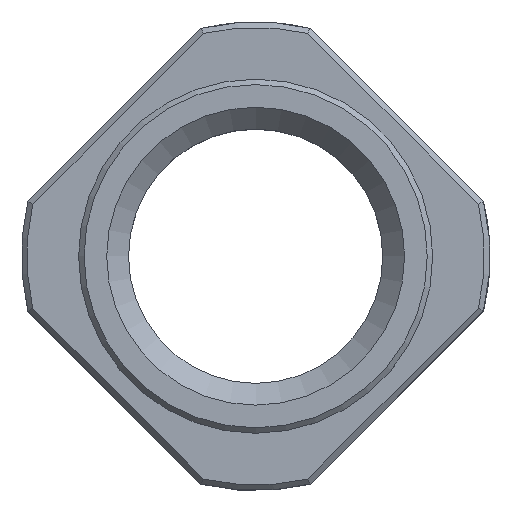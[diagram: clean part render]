
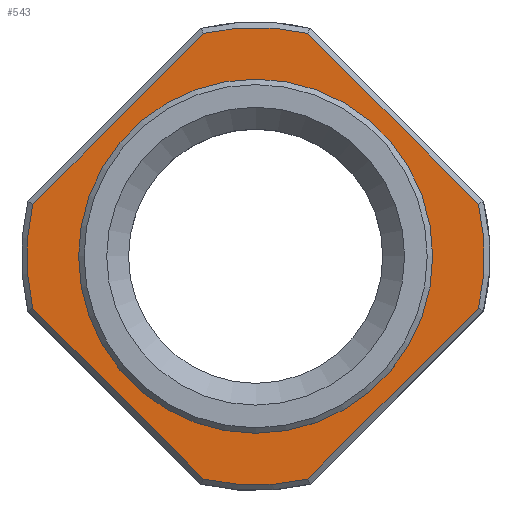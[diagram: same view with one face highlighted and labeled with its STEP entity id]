
A CAD part, top view. The second image highlights one B-rep face of the part: STEP entity #543.
In plain terms, the highlighted planar face has unit normal (0, 0, 1).
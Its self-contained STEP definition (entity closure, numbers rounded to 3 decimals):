
#17 = EDGE_CURVE ( 'NONE', #1415, #1415, #285, .T. ) ;
#19 = EDGE_CURVE ( 'NONE', #468, #475, #280, .T. ) ;
#20 = EDGE_CURVE ( 'NONE', #475, #469, #289, .T. ) ;
#21 = EDGE_CURVE ( 'NONE', #477, #468, #290, .T. ) ;
#22 = EDGE_CURVE ( 'NONE', #461, #466, #292, .T. ) ;
#23 = EDGE_CURVE ( 'NONE', #466, #477, #291, .T. ) ;
#24 = EDGE_CURVE ( 'NONE', #460, #461, #288, .T. ) ;
#25 = EDGE_CURVE ( 'NONE', #467, #460, #297, .T. ) ;
#26 = EDGE_CURVE ( 'NONE', #469, #467, #296, .T. ) ;
#144 = VECTOR ( 'NONE', #525, 1000. ) ;
#150 = ORIENTED_EDGE ( 'NONE', *, *, #21, .F. ) ;
#151 = ORIENTED_EDGE ( 'NONE', *, *, #19, .F. ) ;
#152 = ORIENTED_EDGE ( 'NONE', *, *, #20, .F. ) ;
#153 = ORIENTED_EDGE ( 'NONE', *, *, #17, .F. ) ;
#156 = ORIENTED_EDGE ( 'NONE', *, *, #23, .F. ) ;
#157 = ORIENTED_EDGE ( 'NONE', *, *, #22, .F. ) ;
#158 = ORIENTED_EDGE ( 'NONE', *, *, #24, .F. ) ;
#159 = ORIENTED_EDGE ( 'NONE', *, *, #25, .F. ) ;
#160 = ORIENTED_EDGE ( 'NONE', *, *, #26, .F. ) ;
#220 = EDGE_LOOP ( 'NONE', ( #152, #151, #150, #156, #157, #158, #159, #160 ) ) ;
#228 = EDGE_LOOP ( 'NONE', ( #153 ) ) ;
#280 = LINE ( 'NONE', #514, #286 ) ;
#285 = CIRCLE ( 'NONE', #583, 9.75 ) ;
#286 = VECTOR ( 'NONE', #515, 1000. ) ;
#288 = LINE ( 'NONE', #524, #293 ) ;
#289 = CIRCLE ( 'NONE', #585, 12.6 ) ;
#290 = CIRCLE ( 'NONE', #580, 12.6 ) ;
#291 = LINE ( 'NONE', #513, #144 ) ;
#292 = CIRCLE ( 'NONE', #582, 12.6 ) ;
#293 = VECTOR ( 'NONE', #527, 1000. ) ;
#294 = VECTOR ( 'NONE', #533, 1000. ) ;
#296 = LINE ( 'NONE', #526, #294 ) ;
#297 = CIRCLE ( 'NONE', #588, 12.6 ) ;
#355 = FACE_BOUND ( 'NONE', #228, .T. ) ;
#357 = FACE_OUTER_BOUND ( 'NONE', #220, .T. ) ;
#460 = VERTEX_POINT ( 'NONE', #1086 ) ;
#461 = VERTEX_POINT ( 'NONE', #1087 ) ;
#466 = VERTEX_POINT ( 'NONE', #1092 ) ;
#467 = VERTEX_POINT ( 'NONE', #1093 ) ;
#468 = VERTEX_POINT ( 'NONE', #1094 ) ;
#469 = VERTEX_POINT ( 'NONE', #1095 ) ;
#475 = VERTEX_POINT ( 'NONE', #1101 ) ;
#477 = VERTEX_POINT ( 'NONE', #1103 ) ;
#502 = CARTESIAN_POINT ( 'NONE',  ( 0., 0., 7. ) ) ;
#508 = CARTESIAN_POINT ( 'NONE',  ( 0., 0., 7. ) ) ;
#509 = DIRECTION ( 'NONE',  ( 0., 0., 1. ) ) ;
#510 = DIRECTION ( 'NONE',  ( 0., -1., 0. ) ) ;
#513 = CARTESIAN_POINT ( 'NONE',  ( 2.861, 12.271, 7. ) ) ;
#514 = CARTESIAN_POINT ( 'NONE',  ( 12.271, -2.861, 7. ) ) ;
#515 = DIRECTION ( 'NONE',  ( -0.707, -0.707, 0. ) ) ;
#516 = DIRECTION ( 'NONE',  ( 0., 0., -1. ) ) ;
#517 = DIRECTION ( 'NONE',  ( 0., 1., 0. ) ) ;
#518 = CARTESIAN_POINT ( 'NONE',  ( 0., 0., 7. ) ) ;
#519 = DIRECTION ( 'NONE',  ( 0., 0., -1. ) ) ;
#520 = DIRECTION ( 'NONE',  ( 0., 1., 0. ) ) ;
#521 = CARTESIAN_POINT ( 'NONE',  ( 0., 0., 7. ) ) ;
#522 = DIRECTION ( 'NONE',  ( 0., 0., -1. ) ) ;
#523 = DIRECTION ( 'NONE',  ( 0., 1., 0. ) ) ;
#524 = CARTESIAN_POINT ( 'NONE',  ( -12.271, 2.861, 7. ) ) ;
#525 = DIRECTION ( 'NONE',  ( 0.707, -0.707, 0. ) ) ;
#526 = CARTESIAN_POINT ( 'NONE',  ( -2.861, -12.271, 7. ) ) ;
#527 = DIRECTION ( 'NONE',  ( 0.707, 0.707, 0. ) ) ;
#528 = CARTESIAN_POINT ( 'NONE',  ( 0., 0., 7. ) ) ;
#529 = DIRECTION ( 'NONE',  ( 0., 0., -1. ) ) ;
#530 = DIRECTION ( 'NONE',  ( 0., 1., 0. ) ) ;
#533 = DIRECTION ( 'NONE',  ( -0.707, 0.707, 0. ) ) ;
#543 = ADVANCED_FACE ( 'NONE', ( #355, #357 ), #1132, .F. ) ;
#580 = AXIS2_PLACEMENT_3D ( 'NONE', #518, #519, #520 ) ;
#582 = AXIS2_PLACEMENT_3D ( 'NONE', #521, #522, #523 ) ;
#583 = AXIS2_PLACEMENT_3D ( 'NONE', #502, #509, #510 ) ;
#585 = AXIS2_PLACEMENT_3D ( 'NONE', #508, #516, #517 ) ;
#588 = AXIS2_PLACEMENT_3D ( 'NONE', #528, #529, #530 ) ;
#611 = AXIS2_PLACEMENT_3D ( 'NONE', #1131, #1133, #1134 ) ;
#1086 = CARTESIAN_POINT ( 'NONE',  ( -12.271, 2.861, 7. ) ) ;
#1087 = CARTESIAN_POINT ( 'NONE',  ( -2.861, 12.271, 7. ) ) ;
#1092 = CARTESIAN_POINT ( 'NONE',  ( 2.861, 12.271, 7. ) ) ;
#1093 = CARTESIAN_POINT ( 'NONE',  ( -12.271, -2.861, 7. ) ) ;
#1094 = CARTESIAN_POINT ( 'NONE',  ( 12.271, -2.861, 7. ) ) ;
#1095 = CARTESIAN_POINT ( 'NONE',  ( -2.861, -12.271, 7. ) ) ;
#1101 = CARTESIAN_POINT ( 'NONE',  ( 2.861, -12.271, 7. ) ) ;
#1103 = CARTESIAN_POINT ( 'NONE',  ( 12.271, 2.861, 7. ) ) ;
#1131 = CARTESIAN_POINT ( 'NONE',  ( 0., 12.9, 7. ) ) ;
#1132 = PLANE ( 'NONE',  #611 ) ;
#1133 = DIRECTION ( 'NONE',  ( 0., 0., -1. ) ) ;
#1134 = DIRECTION ( 'NONE',  ( 0., 1., 0. ) ) ;
#1415 = VERTEX_POINT ( 'NONE', #1416 ) ;
#1416 = CARTESIAN_POINT ( 'NONE',  ( 0., -9.75, 7. ) ) ;
